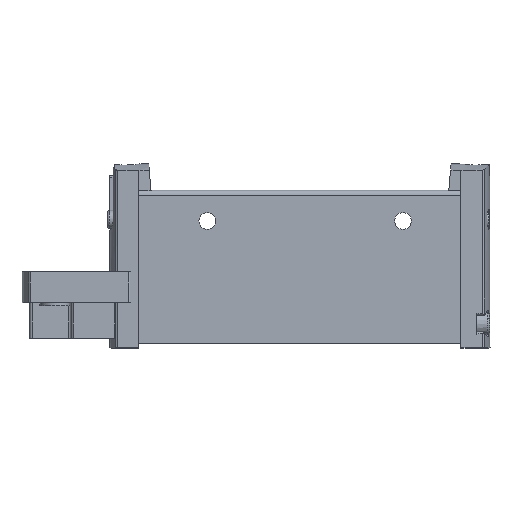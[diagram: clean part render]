
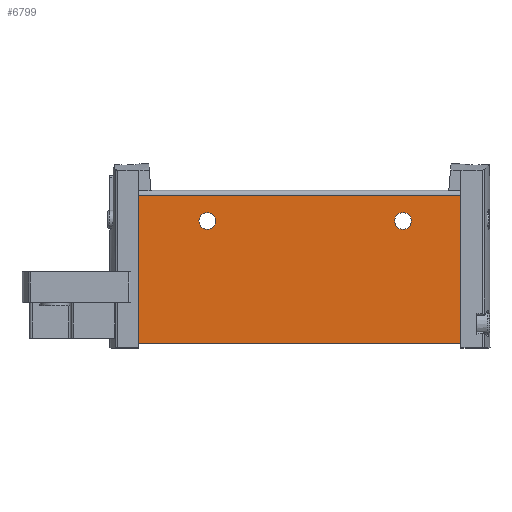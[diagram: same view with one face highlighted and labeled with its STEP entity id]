
A CAD part, top view. The second image highlights one B-rep face of the part: STEP entity #6799.
In plain terms, the highlighted planar face has unit normal (0, 0, 1).
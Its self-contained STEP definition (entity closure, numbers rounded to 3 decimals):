
#71=PLANE('',#7227);
#279=LINE('',#9937,#619);
#282=LINE('',#9947,#622);
#283=LINE('',#9949,#623);
#284=LINE('',#9951,#624);
#619=VECTOR('',#8108,1000.);
#622=VECTOR('',#8119,1000.);
#623=VECTOR('',#8120,1000.);
#624=VECTOR('',#8121,1000.);
#957=CIRCLE('',#7228,1.6);
#958=CIRCLE('',#7229,1.6);
#1484=ORIENTED_EDGE('',*,*,#2845,.F.);
#1485=ORIENTED_EDGE('',*,*,#2846,.F.);
#1486=ORIENTED_EDGE('',*,*,#2847,.T.);
#1487=ORIENTED_EDGE('',*,*,#2848,.F.);
#1488=ORIENTED_EDGE('',*,*,#2849,.F.);
#1489=ORIENTED_EDGE('',*,*,#2841,.T.);
#2841=EDGE_CURVE('',#3512,#3511,#279,.T.);
#2845=EDGE_CURVE('',#3513,#3513,#957,.T.);
#2846=EDGE_CURVE('',#3514,#3514,#958,.T.);
#2847=EDGE_CURVE('',#3511,#3515,#282,.T.);
#2848=EDGE_CURVE('',#3516,#3515,#283,.T.);
#2849=EDGE_CURVE('',#3512,#3516,#284,.T.);
#3511=VERTEX_POINT('',#9936);
#3512=VERTEX_POINT('',#9938);
#3513=VERTEX_POINT('',#9944);
#3514=VERTEX_POINT('',#9946);
#3515=VERTEX_POINT('',#9948);
#3516=VERTEX_POINT('',#9950);
#3846=EDGE_LOOP('',(#1484));
#3847=EDGE_LOOP('',(#1485));
#3848=EDGE_LOOP('',(#1486,#1487,#1488,#1489));
#4228=FACE_BOUND('',#3846,.T.);
#4229=FACE_BOUND('',#3847,.T.);
#4230=FACE_BOUND('',#3848,.T.);
#6799=ADVANCED_FACE('',(#4228,#4229,#4230),#71,.F.);
#7227=AXIS2_PLACEMENT_3D('',#9942,#8113,#8114);
#7228=AXIS2_PLACEMENT_3D('',#9943,#8115,#8116);
#7229=AXIS2_PLACEMENT_3D('',#9945,#8117,#8118);
#8108=DIRECTION('',(-1.,0.,0.));
#8113=DIRECTION('',(0.,0.,-1.));
#8114=DIRECTION('',(-1.,0.,0.));
#8115=DIRECTION('',(0.,0.,1.));
#8116=DIRECTION('',(1.,0.,0.));
#8117=DIRECTION('',(0.,0.,1.));
#8118=DIRECTION('',(1.,0.,0.));
#8119=DIRECTION('',(0.,-1.,0.));
#8120=DIRECTION('',(-1.,0.,0.));
#8121=DIRECTION('',(0.,-1.,0.));
#9936=CARTESIAN_POINT('',(-30.45,28.,7.2));
#9937=CARTESIAN_POINT('',(30.45,28.,7.2));
#9938=CARTESIAN_POINT('',(30.45,28.,7.2));
#9942=CARTESIAN_POINT('',(30.45,28.,7.2));
#9943=CARTESIAN_POINT('',(-17.5,23.2,7.2));
#9944=CARTESIAN_POINT('',(-15.9,23.2,7.2));
#9945=CARTESIAN_POINT('',(19.5,23.2,7.2));
#9946=CARTESIAN_POINT('',(21.1,23.2,7.2));
#9947=CARTESIAN_POINT('',(-30.45,28.,7.2));
#9948=CARTESIAN_POINT('',(-30.45,0.,7.2));
#9949=CARTESIAN_POINT('',(30.45,0.,7.2));
#9950=CARTESIAN_POINT('',(30.45,0.,7.2));
#9951=CARTESIAN_POINT('',(30.45,28.,7.2));
